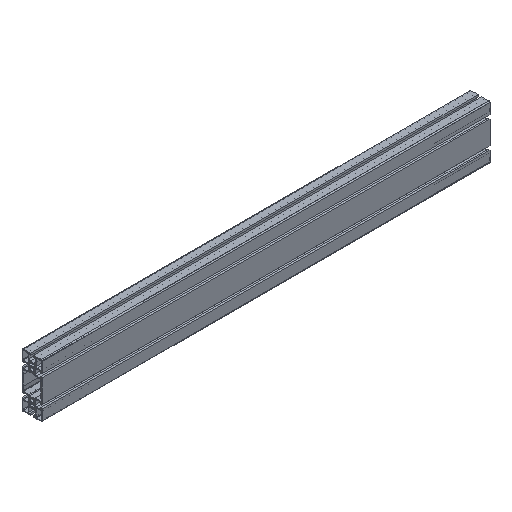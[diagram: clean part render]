
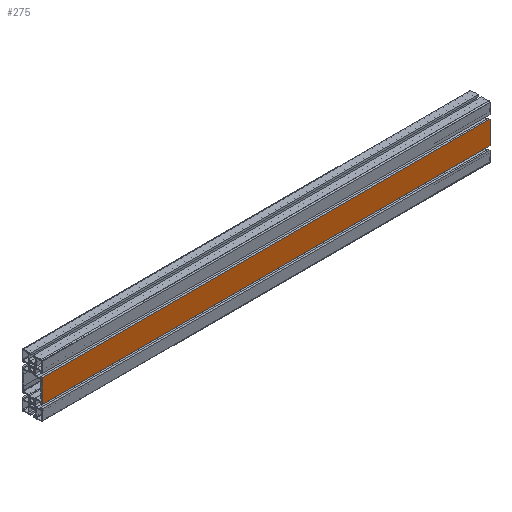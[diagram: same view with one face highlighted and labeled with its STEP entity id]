
A CAD part, isometric view. The second image highlights one B-rep face of the part: STEP entity #275.
In plain terms, the highlighted planar face has unit normal (0, -1, 0).
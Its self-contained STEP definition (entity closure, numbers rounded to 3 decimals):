
#275=ADVANCED_FACE('',(#554),#555,.F.);
#554=FACE_OUTER_BOUND('',#846,.T.);
#555=PLANE('',#847);
#846=EDGE_LOOP('',(#1984,#1985,#1986,#1987));
#847=AXIS2_PLACEMENT_3D('',#1988,#1989,#1990);
#1984=ORIENTED_EDGE('',*,*,#2370,.F.);
#1985=ORIENTED_EDGE('',*,*,#2469,.F.);
#1986=ORIENTED_EDGE('',*,*,#2199,.F.);
#1987=ORIENTED_EDGE('',*,*,#2468,.T.);
#1988=CARTESIAN_POINT('',(3000.0,-22.5,0.));
#1989=DIRECTION('',(0.0,1.0,0.));
#1990=DIRECTION('',(0.0,0.,1.0));
#2199=EDGE_CURVE('',#2715,#2717,#2718,.T.);
#2370=EDGE_CURVE('',#2988,#2990,#2991,.T.);
#2468=EDGE_CURVE('',#2715,#2990,#3136,.T.);
#2469=EDGE_CURVE('',#2717,#2988,#3137,.T.);
#2715=VERTEX_POINT('',#3457);
#2717=VERTEX_POINT('',#3460);
#2718=LINE('',#3461,#3462);
#2988=VERTEX_POINT('',#3862);
#2990=VERTEX_POINT('',#3865);
#2991=LINE('',#3866,#3867);
#3136=LINE('',#4098,#4099);
#3137=LINE('',#4100,#4101);
#3457=CARTESIAN_POINT('',(500.0,-22.5,25.85));
#3460=CARTESIAN_POINT('',(500.0,-22.5,-25.85));
#3461=CARTESIAN_POINT('',(500.0,-22.5,0.));
#3462=VECTOR('',#4327,1.0);
#3862=CARTESIAN_POINT('',(-500.0,-22.5,-25.85));
#3865=CARTESIAN_POINT('',(-500.0,-22.5,25.85));
#3866=CARTESIAN_POINT('',(-500.0,-22.5,0.));
#3867=VECTOR('',#4576,1.0);
#4098=CARTESIAN_POINT('',(3000.0,-22.5,25.85));
#4099=VECTOR('',#4696,1.0);
#4100=CARTESIAN_POINT('',(3000.0,-22.5,-25.85));
#4101=VECTOR('',#4697,1.0);
#4327=DIRECTION('',(0.0,0.,-1.0));
#4576=DIRECTION('',(0.0,0.,1.0));
#4696=DIRECTION('',(-1.0,0.0,0.0));
#4697=DIRECTION('',(-1.0,0.0,0.0));
